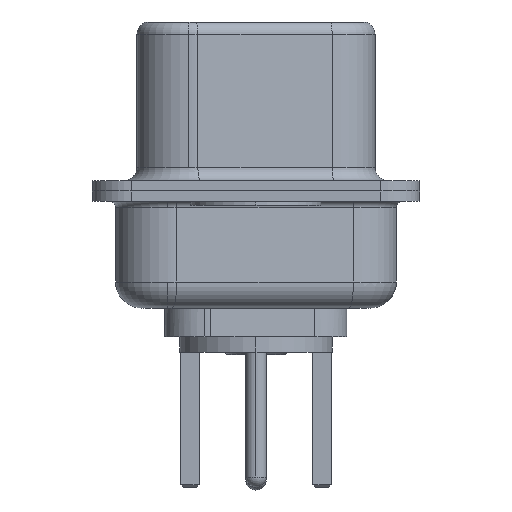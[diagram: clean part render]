
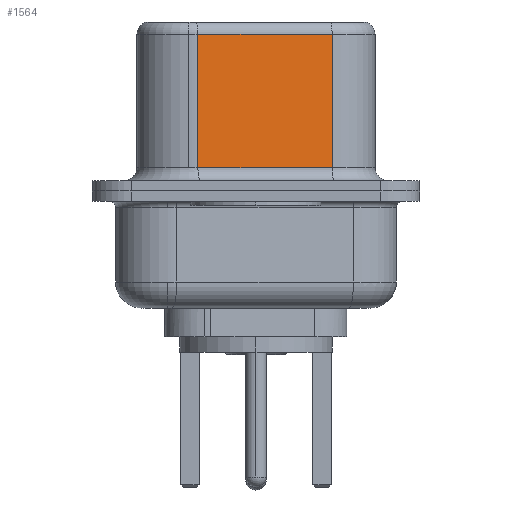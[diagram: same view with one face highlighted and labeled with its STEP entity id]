
A CAD part, left-side view. The second image highlights one B-rep face of the part: STEP entity #1564.
In plain terms, the highlighted planar face has unit normal (-0.985, -0.174, 0).
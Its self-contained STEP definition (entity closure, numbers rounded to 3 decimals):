
#726 = VERTEX_POINT ( 'NONE', #7388 ) ;
#876 = LINE ( 'NONE', #1205, #7703 ) ;
#1205 = CARTESIAN_POINT ( 'NONE',  ( 4.565, -2.927, 6.02 ) ) ;
#1207 = EDGE_CURVE ( 'NONE', #12883, #726, #15199, .T. ) ;
#1482 = CARTESIAN_POINT ( 'NONE',  ( 4.565, -2.927, 6.52 ) ) ;
#1500 = PLANE ( 'NONE',  #3055 ) ;
#1564 = ADVANCED_FACE ( 'NONE', ( #16870 ), #1500, .F. ) ;
#2966 = ORIENTED_EDGE ( 'NONE', *, *, #1207, .T. ) ;
#3055 = AXIS2_PLACEMENT_3D ( 'NONE', #1482, #9934, #9920 ) ;
#3921 = CARTESIAN_POINT ( 'NONE',  ( 4.565, -2.927, 0.9 ) ) ;
#4003 = DIRECTION ( 'NONE',  ( -0.174, 0.985, 0. ) ) ;
#4265 = VECTOR ( 'NONE', #10632, 1000. ) ;
#4801 = EDGE_LOOP ( 'NONE', ( #12584, #6468, #2966, #15094 ) ) ;
#5428 = CARTESIAN_POINT ( 'NONE',  ( 3.655, 2.233, 6.52 ) ) ;
#6187 = VERTEX_POINT ( 'NONE', #13768 ) ;
#6468 = ORIENTED_EDGE ( 'NONE', *, *, #16464, .T. ) ;
#6699 = VECTOR ( 'NONE', #10910, 1000. ) ;
#7388 = CARTESIAN_POINT ( 'NONE',  ( 3.655, 2.233, 0.9 ) ) ;
#7703 = VECTOR ( 'NONE', #4003, 1000. ) ;
#9432 = CARTESIAN_POINT ( 'NONE',  ( 4.565, -2.927, 6.02 ) ) ;
#9870 = LINE ( 'NONE', #3921, #13538 ) ;
#9920 = DIRECTION ( 'NONE',  ( -0.174, 0.985, 0. ) ) ;
#9934 = DIRECTION ( 'NONE',  ( 0.985, 0.174, 0. ) ) ;
#10632 = DIRECTION ( 'NONE',  ( 0., 0., -1. ) ) ;
#10910 = DIRECTION ( 'NONE',  ( 0., 0., -1. ) ) ;
#11654 = CARTESIAN_POINT ( 'NONE',  ( 3.655, 2.233, 6.02 ) ) ;
#12584 = ORIENTED_EDGE ( 'NONE', *, *, #15193, .F. ) ;
#12883 = VERTEX_POINT ( 'NONE', #11654 ) ;
#13482 = DIRECTION ( 'NONE',  ( 0.174, -0.985, 0. ) ) ;
#13538 = VECTOR ( 'NONE', #13482, 1000. ) ;
#13768 = CARTESIAN_POINT ( 'NONE',  ( 4.565, -2.927, 0.9 ) ) ;
#13976 = LINE ( 'NONE', #16457, #6699 ) ;
#14383 = VERTEX_POINT ( 'NONE', #9432 ) ;
#15094 = ORIENTED_EDGE ( 'NONE', *, *, #15221, .T. ) ;
#15193 = EDGE_CURVE ( 'NONE', #14383, #6187, #13976, .T. ) ;
#15199 = LINE ( 'NONE', #5428, #4265 ) ;
#15221 = EDGE_CURVE ( 'NONE', #726, #6187, #9870, .T. ) ;
#16457 = CARTESIAN_POINT ( 'NONE',  ( 4.565, -2.927, 6.52 ) ) ;
#16464 = EDGE_CURVE ( 'NONE', #14383, #12883, #876, .T. ) ;
#16870 = FACE_OUTER_BOUND ( 'NONE', #4801, .T. ) ;
